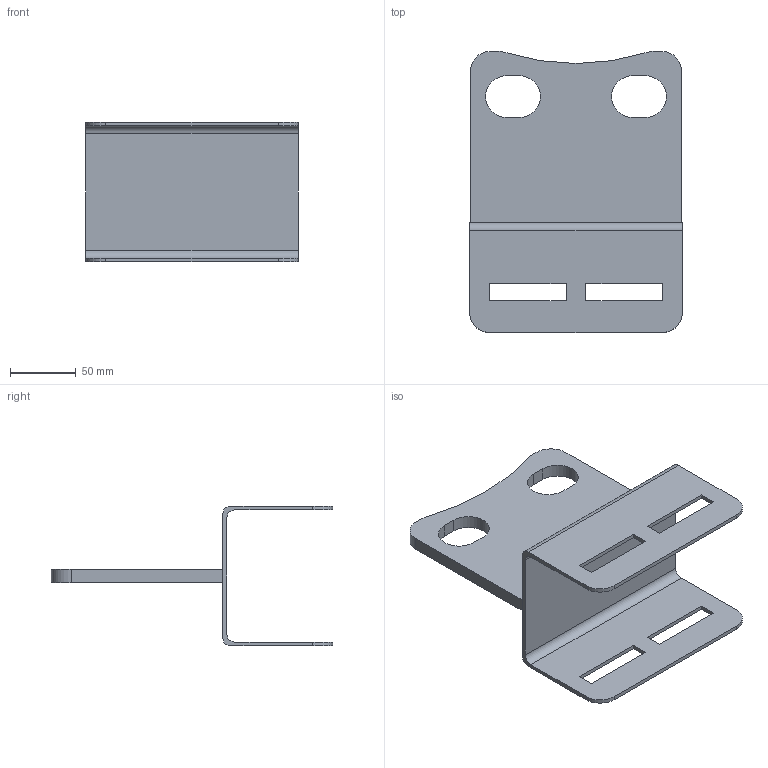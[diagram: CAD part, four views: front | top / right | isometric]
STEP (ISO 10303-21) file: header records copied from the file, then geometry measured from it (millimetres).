
FILE_DESCRIPTION (( 'STEP AP214' ), '1' );
FILE_NAME ('R954-187.STEP', '2024-07-04T13:37:11', ( '' ), ( '' ), 'SwSTEP 2.0', 'SolidWorks 2024', '' );
FILE_SCHEMA (( 'AUTOMOTIVE_DESIGN' ));
Length unit declared in the file: millimetre
Products named in the file (1): R954-187
Bounding box: 161 x 213.1 x 106.1 mm (x, y, z)
Volume: 297135.8 mm3; surface area: 122360.2 mm2
Topology: 1 solids, 1 shells, 55 faces, 156 edges, 104 vertices
Faces by surface type: plane 36, cylinder 19
Entity records: 1835 total; most frequent: CARTESIAN_POINT 316, ORIENTED_EDGE 312, DIRECTION 306, EDGE_CURVE 156, VECTOR 118, LINE 118, VERTEX_POINT 104, AXIS2_PLACEMENT_3D 94
